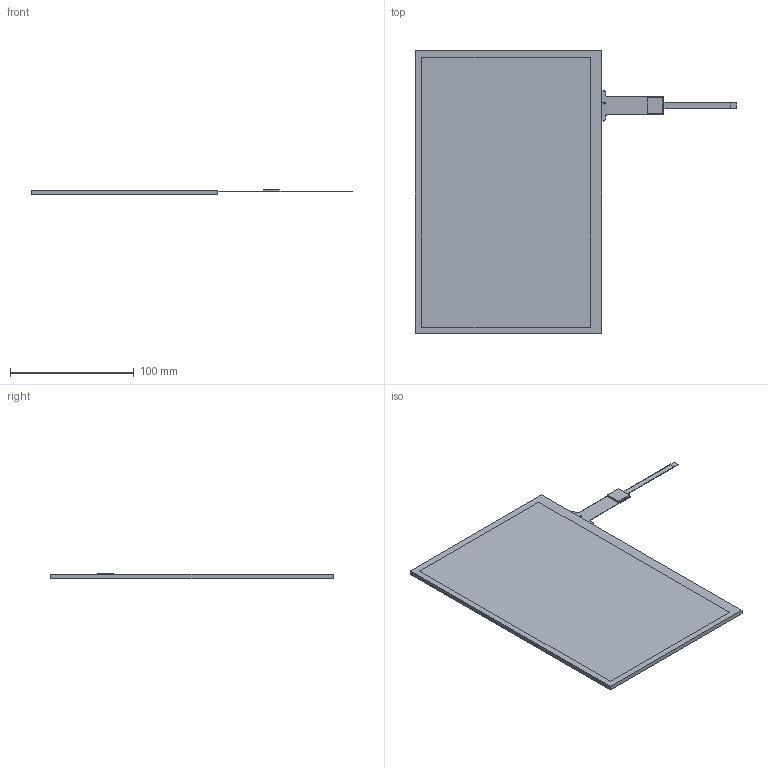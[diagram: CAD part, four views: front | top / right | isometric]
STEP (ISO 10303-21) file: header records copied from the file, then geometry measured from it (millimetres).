
FILE_DESCRIPTION(/* description */ ('Baugruppenname?'),/* implementation_level */ '2;1');
FILE_NAME(/* name */ '10.2.stp',/* time_stamp */ '2023-03-15T09:26:27+01:00',/* author */ ('nicob'),/* organization */ ('HTBLA Kaindorf'),/* preprocessor_version */ 'ST-DEVELOPER v19',/* originating_system */ 'Autodesk Inventor 2023',/* authorisation */ '');
FILE_SCHEMA (('AUTOMOTIVE_DESIGN { 1 0 10303 214 3 1 1 }'));
Length unit declared in the file: millimetre
Products named in the file (5): Baugruppennummer?; Nummer?; Nummer?_1; Nummer?_2; Nummer?_3
Assembly tree (4 placements, depth 2):
  Baugruppennummer?
    Nummer?
    Nummer?_1
    Nummer?_2
    Nummer?_3
Bounding box: 259.3 x 228.3 x 4.1 mm (x, y, z)
Volume: 120827.5 mm3; surface area: 78812.2 mm2
Topology: 4 solids, 4 shells, 57 faces, 143 edges, 94 vertices
Faces by surface type: plane 47, cylinder 10
Entity records: 1948 total; most frequent: CARTESIAN_POINT 303, DIRECTION 295, ORIENTED_EDGE 286, EDGE_CURVE 143, LINE 123, VECTOR 123, VERTEX_POINT 94, AXIS2_PLACEMENT_3D 86
